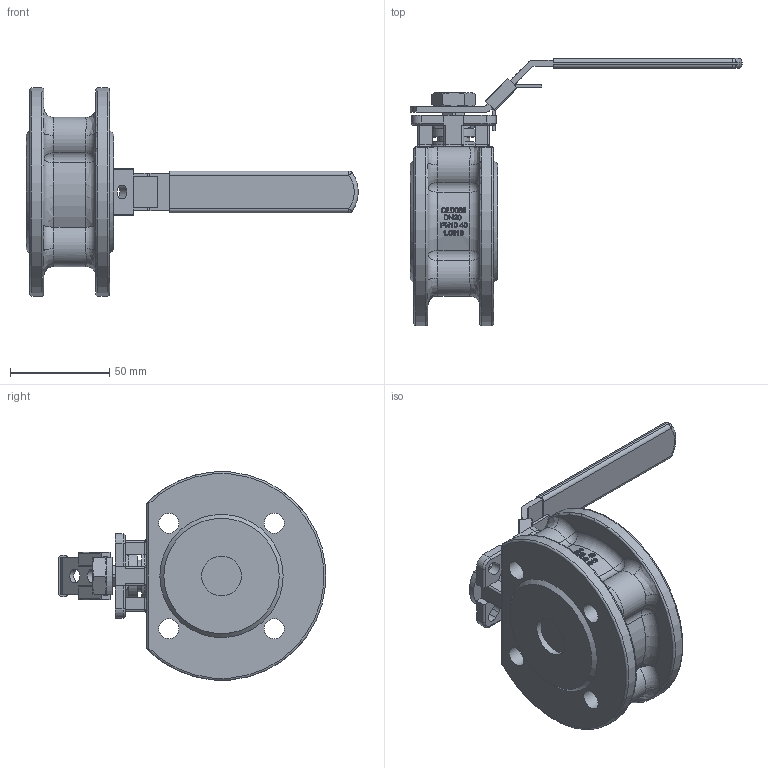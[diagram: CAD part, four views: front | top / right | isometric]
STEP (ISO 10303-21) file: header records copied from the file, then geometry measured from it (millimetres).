
FILE_DESCRIPTION(/* description */ ('Kugelhahn DN 20 handbetätigt - Konturvereinfachung'),/* implementation_level */ '2;1');
FILE_NAME(/* name */ '79-20-40.stp',/* time_stamp */ '2016-10-31T11:59:39+01:00',/* author */ ('sci'),/* organization */ (''),/* preprocessor_version */ 'ST-DEVELOPER v16.1',/* originating_system */ 'Autodesk Inventor 2016',/* authorisation */ '');
FILE_SCHEMA (('AUTOMOTIVE_DESIGN { 1 0 10303 214 3 1 1 }'));
Products named in the file (1): ENG-006095
Bounding box: 166.94 x 134.3 x 104.61 mm (x, y, z)
Volume: 277980.1 mm3; surface area: 54025.6 mm2
Topology: 1 solids, 1 shells, 1044 faces, 2771 edges, 1772 vertices
Faces by surface type: plane 473, bspline 288, cylinder 182, cone 47, torus 32, sphere 22
Full cylindrical faces by diameter (mm): 5 x4, 7 x2, 9.728 x1, 10.106 x4, 11.913 x1, 16 x1, 20 x2, 23.419 x1, 24 x1
Entity records: 93037 total; most frequent: CARTESIAN_POINT 68362, ORIENTED_EDGE 5420, DIRECTION 3932, EDGE_CURVE 2710, VERTEX_POINT 1755, LINE 1458, VECTOR 1458, AXIS2_PLACEMENT_3D 1237
